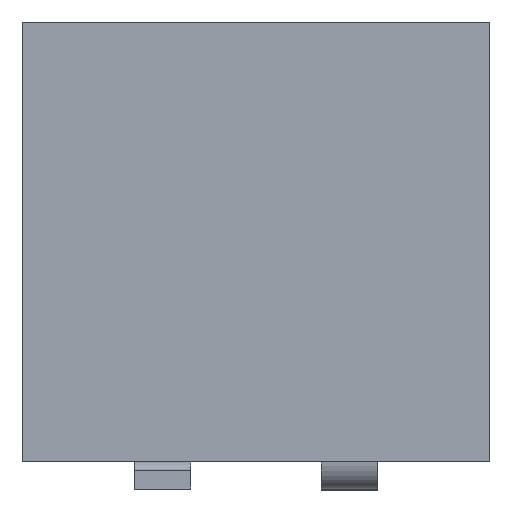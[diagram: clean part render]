
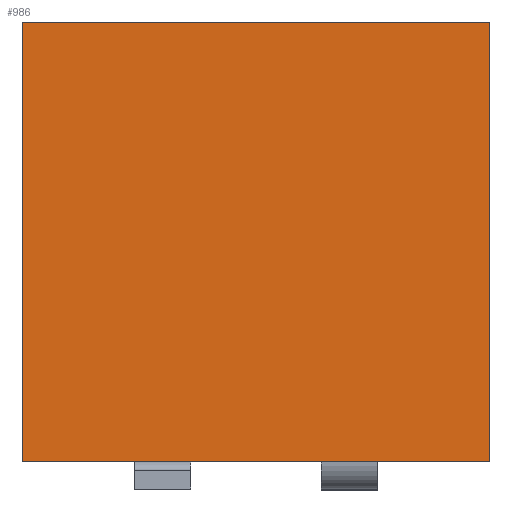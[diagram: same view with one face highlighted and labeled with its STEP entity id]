
A CAD part, top view. The second image highlights one B-rep face of the part: STEP entity #986.
In plain terms, the highlighted planar face has unit normal (0, 0, 1).
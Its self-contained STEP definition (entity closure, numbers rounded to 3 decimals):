
#24 = FACE_OUTER_BOUND ( 'NONE', #3603, .T. ) ;
#173 = EDGE_CURVE ( 'NONE', #4095, #5122, #2388, .T. ) ;
#468 = ORIENTED_EDGE ( 'NONE', *, *, #173, .F. ) ;
#649 = VECTOR ( 'NONE', #1943, 1000. ) ;
#672 = ORIENTED_EDGE ( 'NONE', *, *, #3055, .F. ) ;
#685 = LINE ( 'NONE', #2967, #3210 ) ;
#840 = EDGE_CURVE ( 'NONE', #4747, #5122, #1574, .T. ) ;
#986 = ADVANCED_FACE ( 'NONE', ( #24 ), #3984, .F. ) ;
#1256 = LINE ( 'NONE', #4401, #1639 ) ;
#1574 = LINE ( 'NONE', #2895, #5793 ) ;
#1639 = VECTOR ( 'NONE', #1720, 1000. ) ;
#1720 = DIRECTION ( 'NONE',  ( 1., 0., 0. ) ) ;
#1943 = DIRECTION ( 'NONE',  ( 0., -1., 0. ) ) ;
#2119 = CARTESIAN_POINT ( 'NONE',  ( 1.25, 2.5, 0.75 ) ) ;
#2388 = LINE ( 'NONE', #4560, #649 ) ;
#2895 = CARTESIAN_POINT ( 'NONE',  ( -1.25, 0.15, 0.75 ) ) ;
#2967 = CARTESIAN_POINT ( 'NONE',  ( -1.25, 7.915, 0.75 ) ) ;
#3055 = EDGE_CURVE ( 'NONE', #5293, #4095, #1256, .T. ) ;
#3075 = DIRECTION ( 'NONE',  ( -1., 0., 0. ) ) ;
#3132 = CARTESIAN_POINT ( 'NONE',  ( -1.25, 7.915, 0.75 ) ) ;
#3210 = VECTOR ( 'NONE', #4291, 1000. ) ;
#3248 = CARTESIAN_POINT ( 'NONE',  ( -1.25, 2.5, 0.75 ) ) ;
#3429 = DIRECTION ( 'NONE',  ( 1., 0., 0. ) ) ;
#3603 = EDGE_LOOP ( 'NONE', ( #672, #4336, #4875, #468 ) ) ;
#3984 = PLANE ( 'NONE',  #4509 ) ;
#4028 = CARTESIAN_POINT ( 'NONE',  ( -1.25, 0.15, 0.75 ) ) ;
#4095 = VERTEX_POINT ( 'NONE', #2119 ) ;
#4291 = DIRECTION ( 'NONE',  ( 0., -1., 0. ) ) ;
#4336 = ORIENTED_EDGE ( 'NONE', *, *, #4628, .T. ) ;
#4401 = CARTESIAN_POINT ( 'NONE',  ( -1.25, 2.5, 0.75 ) ) ;
#4402 = DIRECTION ( 'NONE',  ( 0., 0., -1. ) ) ;
#4416 = CARTESIAN_POINT ( 'NONE',  ( 1.25, 0.15, 0.75 ) ) ;
#4509 = AXIS2_PLACEMENT_3D ( 'NONE', #3132, #4402, #3075 ) ;
#4560 = CARTESIAN_POINT ( 'NONE',  ( 1.25, 7.915, 0.75 ) ) ;
#4628 = EDGE_CURVE ( 'NONE', #5293, #4747, #685, .T. ) ;
#4747 = VERTEX_POINT ( 'NONE', #4028 ) ;
#4875 = ORIENTED_EDGE ( 'NONE', *, *, #840, .T. ) ;
#5122 = VERTEX_POINT ( 'NONE', #4416 ) ;
#5293 = VERTEX_POINT ( 'NONE', #3248 ) ;
#5793 = VECTOR ( 'NONE', #3429, 1000. ) ;
